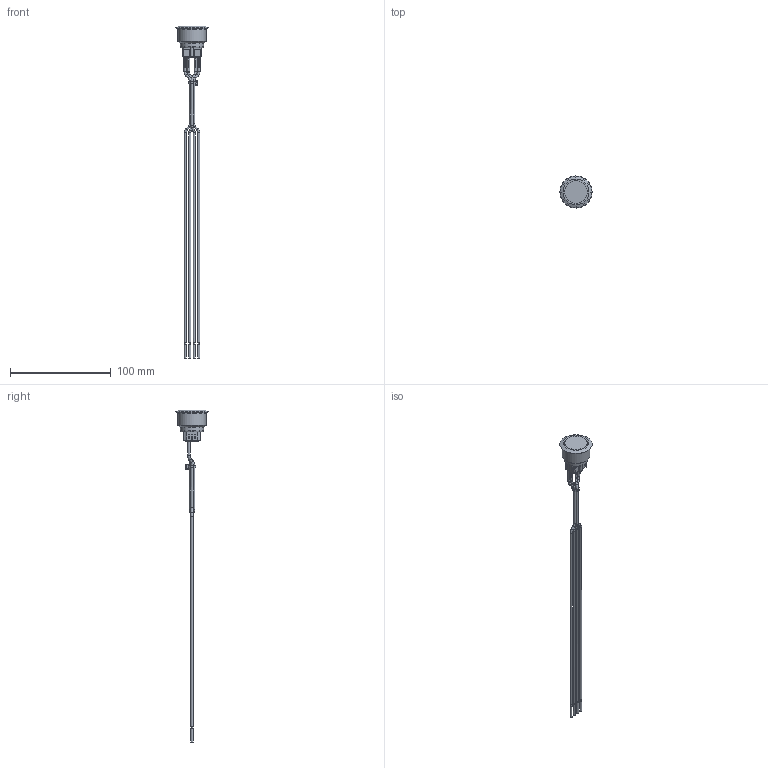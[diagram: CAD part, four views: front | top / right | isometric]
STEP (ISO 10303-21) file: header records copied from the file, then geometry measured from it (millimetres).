
FILE_DESCRIPTION(/* description */ (''),/* implementation_level */ '2;1');
FILE_NAME(/* name */ '100117652_Shrinkwrap_1.stp',/* time_stamp */ '2023-02-28T08:55:42-06:00',/* author */ ('jmeyers'),/* organization */ (''),/* preprocessor_version */ 'ST-DEVELOPER v18.1',/* originating_system */ 'Autodesk Inventor 2020',/* authorisation */ '');
FILE_SCHEMA (('AUTOMOTIVE_DESIGN { 1 0 10303 214 3 1 1 }'));
Length unit declared in the file: millimetre
Products named in the file (1): 100117652_Shrinkwrap_1
Bounding box: 32 x 32 x 330.1 mm (x, y, z)
Volume: 19049.5 mm3; surface area: 12926.7 mm2
Topology: 1 solids, 1 shells, 416 faces, 1072 edges, 660 vertices
Faces by surface type: plane 240, cylinder 112, torus 43, cone 9, sphere 8, bspline 4
Full cylindrical faces by diameter (mm): 1.1 x4, 1.75 x1, 2.2 x20, 2.4 x4, 22.8 x1, 23.1 x1, 27.9 x1, 32 x1
Entity records: 12849 total; most frequent: CARTESIAN_POINT 2380, DIRECTION 2267, ORIENTED_EDGE 2150, EDGE_CURVE 1075, AXIS2_PLACEMENT_3D 792, LINE 683, VECTOR 683, VERTEX_POINT 660
